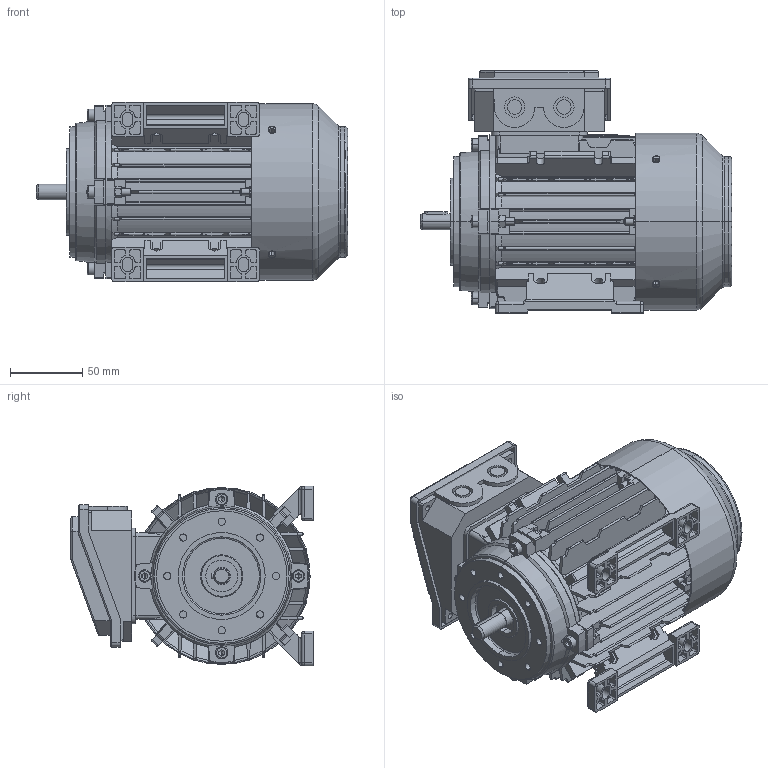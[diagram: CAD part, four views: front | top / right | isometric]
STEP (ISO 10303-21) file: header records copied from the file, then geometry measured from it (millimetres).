
FILE_DESCRIPTION (( 'STEP AP203' ), '1' );
FILE_NAME ('TA63 B14总装图.STEP', '2012-03-13T02:44:52', ( '微软用户' ), ( '微软中国' ), 'SwSTEP 2.0', 'SolidWorks 2008', '' );
FILE_SCHEMA (( 'CONFIG_CONTROL_DESIGN' ));
Length unit declared in the file: millimetre
Products named in the file (11): MS63 端盖螺钉M5×25_GB_FASTENER_SCREWS_HSHCS M5X25-N; TA63底脚_默认; TA63B14端盖_默认; MS63 风叶_默认; TA63 B14軞蚾芞; TA63机壳_默认; TA63后盖_默认; MS63 儂褲蹟譫M5_GB_FASTENER_NUT_SNAB1 M5-N; TA63斜接线盒座_默认; TA63斜接线盒盖_默认; TA63风罩_默认
Assembly tree (24 placements, depth 2):
  TA63 B14軞蚾芞
    MS63 端盖螺钉M5×25_GB_FASTENER_SCREWS_HSHCS M5X25-N  x8
    TA63机壳_默认
    MS63 儂褲蹟譫M5_GB_FASTENER_NUT_SNAB1 M5-N  x7
    TA63底脚_默认  x2
    TA63B14端盖_默认
    TA63后盖_默认
    TA63风罩_默认
    TA63斜接线盒盖_默认
    TA63斜接线盒座_默认
    MS63 风叶_默认
Bounding box: 214.75 x 167.01 x 124.02 mm (x, y, z)
Volume: 494844.8 mm3; surface area: 404172.1 mm2
Topology: 26 solids, 26 shells, 2629 faces, 7134 edges, 4617 vertices
Faces by surface type: plane 1310, cylinder 945, cone 198, torus 154, sphere 22
Entity records: 76039 total; most frequent: CARTESIAN_POINT 20286, ORIENTED_EDGE 11936, DIRECTION 10675, EDGE_CURVE 5968, VERTEX_POINT 3900, AXIS2_PLACEMENT_3D 3696, VECTOR 3283, LINE 3283
